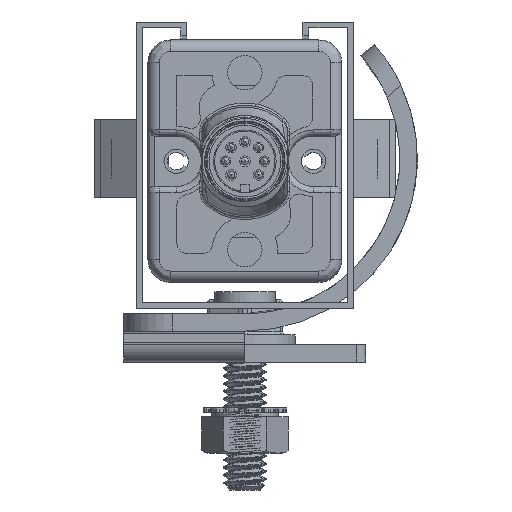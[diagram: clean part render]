
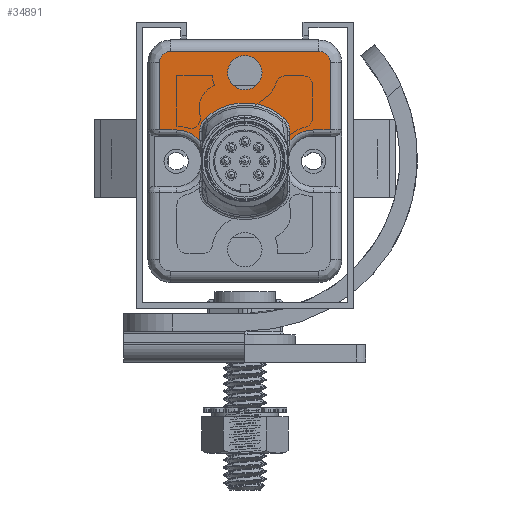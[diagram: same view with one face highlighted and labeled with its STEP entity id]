
A CAD part, front view. The second image highlights one B-rep face of the part: STEP entity #34891.
In plain terms, the highlighted planar face has unit normal (0, -1, 0).
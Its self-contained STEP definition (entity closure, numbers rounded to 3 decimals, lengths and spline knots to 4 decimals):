
#7973=CARTESIAN_POINT('',(0.1417,-31.6929,
0.7818));
#7974=DIRECTION('',(0.,1.,0.));
#7975=DIRECTION('',(0.673,0.,0.74));
#7976=AXIS2_PLACEMENT_3D('',#7973,#7974,#7975);
#7978=CARTESIAN_POINT('',(0.,-31.6929,0.626));
#7979=DIRECTION('',(0.,1.,0.));
#7980=DIRECTION('',(-0.673,0.,0.74));
#7981=AXIS2_PLACEMENT_3D('',#7978,#7979,#7980);
#7983=CARTESIAN_POINT('',(-0.1417,-31.6929,
0.7818));
#7984=DIRECTION('',(0.,1.,0.));
#7985=DIRECTION('',(-1.,0.,0.));
#7986=AXIS2_PLACEMENT_3D('',#7983,#7984,#7985);
#7988=DIRECTION('',(0.,0.,1.));
#7989=VECTOR('',#7988,0.0502);
#7990=CARTESIAN_POINT('',(-0.2323,-31.6929,
0.7316));
#7991=LINE('',#7990,#7989);
#7992=CARTESIAN_POINT('',(-0.3543,-31.6929,
0.626));
#7993=DIRECTION('',(0.,1.,0.));
#7994=DIRECTION('',(0.,0.,1.));
#7995=AXIS2_PLACEMENT_3D('',#7992,#7993,#7994);
#7997=DIRECTION('',(1.,0.,0.));
#7998=VECTOR('',#7997,0.0866);
#7999=CARTESIAN_POINT('',(-0.4409,-31.6929,
0.7874));
#8000=LINE('',#7999,#7998);
#8001=DIRECTION('',(0.,0.,-1.));
#8002=VECTOR('',#8001,0.3465);
#8003=CARTESIAN_POINT('',(-0.4409,-31.6929,
1.1339));
#8004=LINE('',#8003,#8002);
#8005=CARTESIAN_POINT('',(-0.3819,-31.6929,
1.1339));
#8006=DIRECTION('',(0.,-1.,0.));
#8007=DIRECTION('',(0.,0.,1.));
#8008=AXIS2_PLACEMENT_3D('',#8005,#8006,#8007);
#8010=DIRECTION('',(-1.,0.,0.));
#8011=VECTOR('',#8010,0.7638);
#8012=CARTESIAN_POINT('',(0.3819,-31.6929,
1.1929));
#8013=LINE('',#8012,#8011);
#8014=CARTESIAN_POINT('',(0.3819,-31.6929,
1.1339));
#8015=DIRECTION('',(0.,-1.,0.));
#8016=DIRECTION('',(1.,0.,0.));
#8017=AXIS2_PLACEMENT_3D('',#8014,#8015,#8016);
#8019=DIRECTION('',(0.,0.,1.));
#8020=VECTOR('',#8019,0.3465);
#8021=CARTESIAN_POINT('',(0.4409,-31.6929,
0.7874));
#8022=LINE('',#8021,#8020);
#8023=DIRECTION('',(1.,0.,0.));
#8024=VECTOR('',#8023,0.0866);
#8025=CARTESIAN_POINT('',(0.3543,-31.6929,
0.7874));
#8026=LINE('',#8025,#8024);
#8027=CARTESIAN_POINT('',(0.3543,-31.6929,
0.626));
#8028=DIRECTION('',(0.,1.,0.));
#8029=DIRECTION('',(-0.756,0.,0.654));
#8030=AXIS2_PLACEMENT_3D('',#8027,#8028,#8029);
#8032=DIRECTION('',(0.,0.,-1.));
#8033=VECTOR('',#8032,0.0502);
#8034=CARTESIAN_POINT('',(0.2323,-31.6929,
0.7818));
#8035=LINE('',#8034,#8033);
#8036=CARTESIAN_POINT('',(0.,-31.6929,1.0827));
#8037=DIRECTION('',(0.,-1.,0.));
#8038=DIRECTION('',(1.,0.,0.));
#8039=AXIS2_PLACEMENT_3D('',#8036,#8037,#8038);
#8041=CARTESIAN_POINT('',(0.,-31.6929,1.0827));
#8042=DIRECTION('',(0.,-1.,0.));
#8043=DIRECTION('',(-1.,0.,0.));
#8044=AXIS2_PLACEMENT_3D('',#8041,#8042,#8043);
#8301=CARTESIAN_POINT('',(-0.2323,-31.6929,
0.7316));
#23710=CARTESIAN_POINT('',(-0.3819,-31.6929,
1.1929));
#23711=CARTESIAN_POINT('',(-0.4409,-31.6929,
1.1339));
#23712=VERTEX_POINT('',#23710);
#23713=VERTEX_POINT('',#23711);
#23718=CARTESIAN_POINT('',(0.3819,-31.6929,
1.1929));
#23719=VERTEX_POINT('',#23718);
#23722=CARTESIAN_POINT('',(0.4409,-31.6929,
1.1339));
#23723=VERTEX_POINT('',#23722);
#23766=CARTESIAN_POINT('',(0.4409,-31.6929,
0.7874));
#23767=VERTEX_POINT('',#23766);
#23770=CARTESIAN_POINT('',(0.3543,-31.6929,
0.7874));
#23771=VERTEX_POINT('',#23770);
#23798=CARTESIAN_POINT('',(-0.4409,-31.6929,
0.7874));
#23799=VERTEX_POINT('',#23798);
#23802=CARTESIAN_POINT('',(-0.3543,-31.6929,
0.7874));
#23803=VERTEX_POINT('',#23802);
#23834=CARTESIAN_POINT('',(0.2027,-31.6929,
0.8488));
#23835=CARTESIAN_POINT('',(0.2323,-31.6929,
0.7818));
#23836=VERTEX_POINT('',#23834);
#23837=VERTEX_POINT('',#23835);
#23840=CARTESIAN_POINT('',(0.2323,-31.6929,
0.7316));
#23841=VERTEX_POINT('',#23840);
#23865=VERTEX_POINT('',#8301);
#23868=CARTESIAN_POINT('',(-0.2323,-31.6929,
0.7818));
#23869=VERTEX_POINT('',#23868);
#23872=CARTESIAN_POINT('',(-0.2027,-31.6929,
0.8488));
#23873=VERTEX_POINT('',#23872);
#23882=CARTESIAN_POINT('',(0.0885,-31.6929,1.0827));
#23883=CARTESIAN_POINT('',(-0.0885,-31.6929,1.0827));
#23884=VERTEX_POINT('',#23882);
#23885=VERTEX_POINT('',#23883);
#34852=CARTESIAN_POINT('',(0.,-31.6929,0.));
#34853=DIRECTION('',(0.,-1.,0.));
#34854=DIRECTION('',(1.,0.,0.));
#34855=AXIS2_PLACEMENT_3D('',#34852,#34853,#34854);
#34856=PLANE('',#34855);
#34858=ORIENTED_EDGE('',*,*,#34857,.F.);
#34860=ORIENTED_EDGE('',*,*,#34859,.F.);
#34862=ORIENTED_EDGE('',*,*,#34861,.F.);
#34864=ORIENTED_EDGE('',*,*,#34863,.F.);
#34866=ORIENTED_EDGE('',*,*,#34865,.F.);
#34868=ORIENTED_EDGE('',*,*,#34867,.F.);
#34870=ORIENTED_EDGE('',*,*,#34869,.F.);
#34872=ORIENTED_EDGE('',*,*,#34871,.F.);
#34874=ORIENTED_EDGE('',*,*,#34873,.F.);
#34875=ORIENTED_EDGE('',*,*,#34842,.F.);
#34877=ORIENTED_EDGE('',*,*,#34876,.F.);
#34879=ORIENTED_EDGE('',*,*,#34878,.F.);
#34880=ORIENTED_EDGE('',*,*,#31973,.F.);
#34882=ORIENTED_EDGE('',*,*,#34881,.F.);
#34883=EDGE_LOOP('',(#34858,#34860,#34862,#34864,#34866,#34868,#34870,#34872,
#34874,#34875,#34877,#34879,#34880,#34882));
#34884=FACE_OUTER_BOUND('',#34883,.F.);
#34886=ORIENTED_EDGE('',*,*,#34885,.T.);
#34888=ORIENTED_EDGE('',*,*,#34887,.T.);
#34889=EDGE_LOOP('',(#34886,#34888));
#34890=FACE_BOUND('',#34889,.F.);
#34891=ADVANCED_FACE('',(#34884,#34890),#34856,.T.);
#7977=CIRCLE('',#7976,0.0906);
#7982=CIRCLE('',#7981,0.3012);
#7987=CIRCLE('',#7986,0.0906);
#7996=CIRCLE('',#7995,0.1614);
#8009=CIRCLE('',#8008,0.0591);
#8018=CIRCLE('',#8017,0.0591);
#8031=CIRCLE('',#8030,0.1614);
#8040=CIRCLE('',#8039,0.0885);
#8045=CIRCLE('',#8044,0.0885);
#31973=EDGE_CURVE('',#23841,#23771,#8031,.T.);
#34842=EDGE_CURVE('',#23723,#23719,#8018,.T.);
#34857=EDGE_CURVE('',#23836,#23837,#7977,.T.);
#34859=EDGE_CURVE('',#23873,#23836,#7982,.T.);
#34861=EDGE_CURVE('',#23869,#23873,#7987,.T.);
#34863=EDGE_CURVE('',#23865,#23869,#7991,.T.);
#34865=EDGE_CURVE('',#23803,#23865,#7996,.T.);
#34867=EDGE_CURVE('',#23799,#23803,#8000,.T.);
#34869=EDGE_CURVE('',#23713,#23799,#8004,.T.);
#34871=EDGE_CURVE('',#23712,#23713,#8009,.T.);
#34873=EDGE_CURVE('',#23719,#23712,#8013,.T.);
#34876=EDGE_CURVE('',#23767,#23723,#8022,.T.);
#34878=EDGE_CURVE('',#23771,#23767,#8026,.T.);
#34881=EDGE_CURVE('',#23837,#23841,#8035,.T.);
#34885=EDGE_CURVE('',#23884,#23885,#8040,.T.);
#34887=EDGE_CURVE('',#23885,#23884,#8045,.T.);
